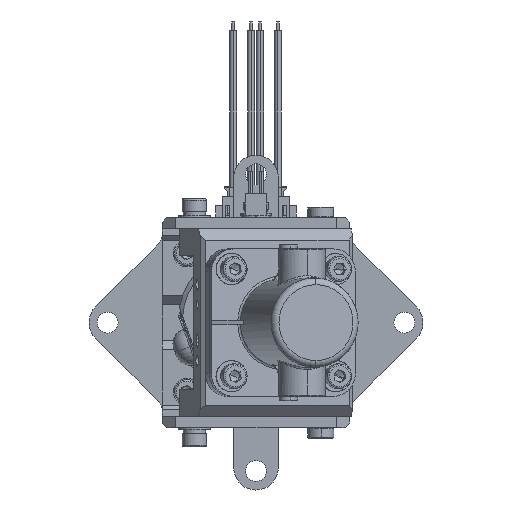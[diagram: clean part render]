
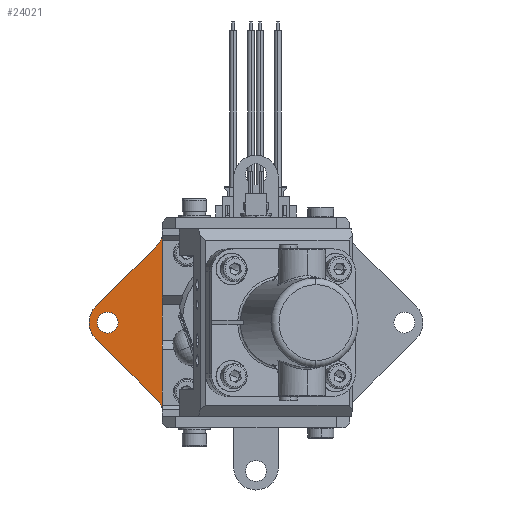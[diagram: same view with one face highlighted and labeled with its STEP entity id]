
A CAD part, front view. The second image highlights one B-rep face of the part: STEP entity #24021.
In plain terms, the highlighted planar face has unit normal (0, -1, 0).
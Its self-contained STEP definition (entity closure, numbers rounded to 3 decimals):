
#786 = ORIENTED_EDGE ( 'NONE', *, *, #18252, .T. ) ;
#1967 = AXIS2_PLACEMENT_3D ( 'NONE', #25461, #37632, #31356 ) ;
#2496 = CARTESIAN_POINT ( 'NONE',  ( -24., -2., -19.743 ) ) ;
#2531 = DIRECTION ( 'NONE',  ( 0., -1., 0. ) ) ;
#2802 = CARTESIAN_POINT ( 'NONE',  ( -21., -2., -19.743 ) ) ;
#3553 = EDGE_LOOP ( 'NONE', ( #18398, #786, #17318, #33171, #34358, #19366 ) ) ;
#3933 = VERTEX_POINT ( 'NONE', #14007 ) ;
#3950 = DIRECTION ( 'NONE',  ( 0., -1., 0. ) ) ;
#4301 = VERTEX_POINT ( 'NONE', #11208 ) ;
#4848 = VECTOR ( 'NONE', #36292, 1000. ) ;
#5109 = FACE_BOUND ( 'NONE', #12876, .T. ) ;
#5212 = AXIS2_PLACEMENT_3D ( 'NONE', #29581, #29198, #23678 ) ;
#5469 = FACE_OUTER_BOUND ( 'NONE', #3553, .T. ) ;
#6258 = LINE ( 'NONE', #9796, #4848 ) ;
#6445 = LINE ( 'NONE', #18824, #20848 ) ;
#7083 = DIRECTION ( 'NONE',  ( 0., 0., 1. ) ) ;
#7531 = CARTESIAN_POINT ( 'NONE',  ( -21.879, -2., -17.621 ) ) ;
#8956 = VERTEX_POINT ( 'NONE', #27433 ) ;
#9796 = CARTESIAN_POINT ( 'NONE',  ( -18.5, -2., 21. ) ) ;
#10490 = EDGE_CURVE ( 'NONE', #8956, #35128, #37087, .T. ) ;
#11003 = CARTESIAN_POINT ( 'NONE',  ( 0., -2., 0. ) ) ;
#11178 = DIRECTION ( 'NONE',  ( 0., 1., 0. ) ) ;
#11208 = CARTESIAN_POINT ( 'NONE',  ( -35.964, -2., -3.536 ) ) ;
#11256 = CARTESIAN_POINT ( 'NONE',  ( -39.5, -2., 0. ) ) ;
#12876 = EDGE_LOOP ( 'NONE', ( #25990, #19796 ) ) ;
#13787 = AXIS2_PLACEMENT_3D ( 'NONE', #36928, #3950, #7083 ) ;
#14007 = CARTESIAN_POINT ( 'NONE',  ( -21.879, -2., 17.621 ) ) ;
#14081 = DIRECTION ( 'NONE',  ( 0., 1., 0. ) ) ;
#14460 = DIRECTION ( 'NONE',  ( 0., 0., 1. ) ) ;
#14596 = CIRCLE ( 'NONE', #5212, 3. ) ;
#14751 = VERTEX_POINT ( 'NONE', #2802 ) ;
#14812 = CARTESIAN_POINT ( 'NONE',  ( -21., -2., 19.743 ) ) ;
#15292 = AXIS2_PLACEMENT_3D ( 'NONE', #11003, #11178, #35336 ) ;
#15462 = DIRECTION ( 'NONE',  ( 0., 0., 1. ) ) ;
#15850 = EDGE_CURVE ( 'NONE', #25103, #4301, #20464, .T. ) ;
#17318 = ORIENTED_EDGE ( 'NONE', *, *, #15850, .F. ) ;
#17539 = CIRCLE ( 'NONE', #31946, 2.35 ) ;
#17862 = VERTEX_POINT ( 'NONE', #18319 ) ;
#18252 = EDGE_CURVE ( 'NONE', #17862, #4301, #28838, .T. ) ;
#18319 = CARTESIAN_POINT ( 'NONE',  ( -35.964, -2., 3.536 ) ) ;
#18398 = ORIENTED_EDGE ( 'NONE', *, *, #19909, .F. ) ;
#18824 = CARTESIAN_POINT ( 'NONE',  ( -21., -2., 21.544 ) ) ;
#19366 = ORIENTED_EDGE ( 'NONE', *, *, #21255, .T. ) ;
#19796 = ORIENTED_EDGE ( 'NONE', *, *, #30988, .F. ) ;
#19909 = EDGE_CURVE ( 'NONE', #17862, #3933, #6258, .T. ) ;
#20184 = EDGE_CURVE ( 'NONE', #25103, #14751, #23005, .T. ) ;
#20284 = DIRECTION ( 'NONE',  ( -0.707, 0., 0.707 ) ) ;
#20464 = LINE ( 'NONE', #11256, #31895 ) ;
#20586 = CARTESIAN_POINT ( 'NONE',  ( -33.25, -2., 2.35 ) ) ;
#20848 = VECTOR ( 'NONE', #15462, 1000. ) ;
#21255 = EDGE_CURVE ( 'NONE', #28685, #3933, #14596, .T. ) ;
#22775 = PLANE ( 'NONE',  #15292 ) ;
#23005 = CIRCLE ( 'NONE', #33047, 3. ) ;
#23678 = DIRECTION ( 'NONE',  ( 0., 0., 1. ) ) ;
#24021 = ADVANCED_FACE ( 'NONE', ( #5109, #5469 ), #22775, .F. ) ;
#25103 = VERTEX_POINT ( 'NONE', #7531 ) ;
#25461 = CARTESIAN_POINT ( 'NONE',  ( -33.25, -2., 0. ) ) ;
#25990 = ORIENTED_EDGE ( 'NONE', *, *, #10490, .F. ) ;
#27433 = CARTESIAN_POINT ( 'NONE',  ( -33.25, -2., -2.35 ) ) ;
#28685 = VERTEX_POINT ( 'NONE', #14812 ) ;
#28838 = CIRCLE ( 'NONE', #13787, 5. ) ;
#29198 = DIRECTION ( 'NONE',  ( 0., 1., 0. ) ) ;
#29581 = CARTESIAN_POINT ( 'NONE',  ( -24., -2., 19.743 ) ) ;
#30988 = EDGE_CURVE ( 'NONE', #35128, #8956, #17539, .T. ) ;
#31356 = DIRECTION ( 'NONE',  ( 0., 0., -1. ) ) ;
#31776 = CARTESIAN_POINT ( 'NONE',  ( -33.25, -2., 0. ) ) ;
#31895 = VECTOR ( 'NONE', #20284, 1000. ) ;
#31946 = AXIS2_PLACEMENT_3D ( 'NONE', #31776, #2531, #31983 ) ;
#31983 = DIRECTION ( 'NONE',  ( 0., 0., -1. ) ) ;
#33047 = AXIS2_PLACEMENT_3D ( 'NONE', #2496, #14081, #14460 ) ;
#33171 = ORIENTED_EDGE ( 'NONE', *, *, #20184, .T. ) ;
#34358 = ORIENTED_EDGE ( 'NONE', *, *, #35275, .T. ) ;
#35128 = VERTEX_POINT ( 'NONE', #20586 ) ;
#35275 = EDGE_CURVE ( 'NONE', #14751, #28685, #6445, .T. ) ;
#35336 = DIRECTION ( 'NONE',  ( 0., 0., 1. ) ) ;
#36292 = DIRECTION ( 'NONE',  ( 0.707, 0., 0.707 ) ) ;
#36928 = CARTESIAN_POINT ( 'NONE',  ( -32.429, -2., 0. ) ) ;
#37087 = CIRCLE ( 'NONE', #1967, 2.35 ) ;
#37632 = DIRECTION ( 'NONE',  ( 0., -1., 0. ) ) ;
